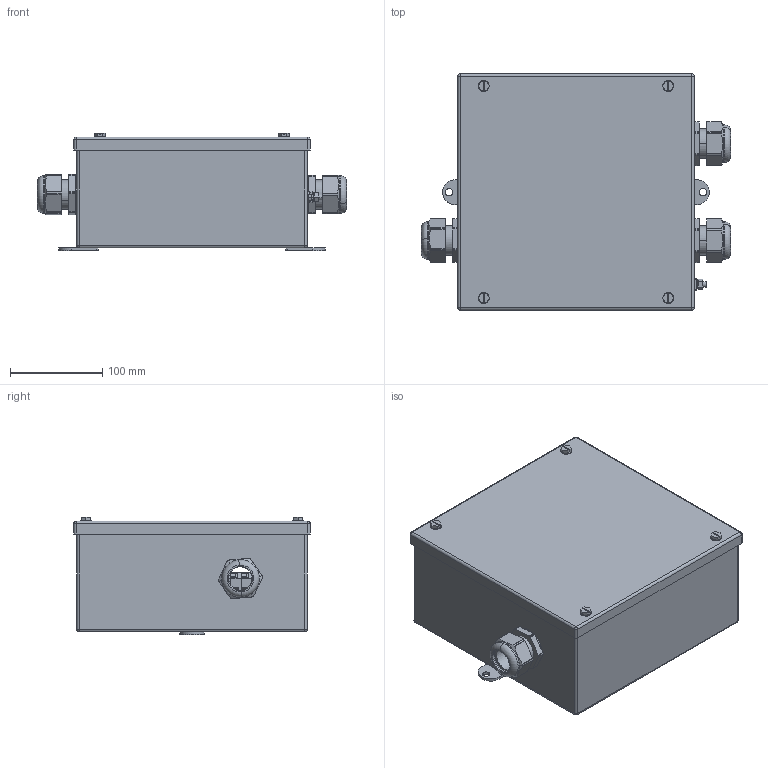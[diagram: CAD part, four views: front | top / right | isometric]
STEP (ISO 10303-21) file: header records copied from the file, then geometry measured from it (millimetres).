
FILE_DESCRIPTION(('CATIA V5 STEP Exchange','CAx-IF Rec.Pracs.--- Model Styling and Organization---1.4--- 2014-01-23'),'2;1');
FILE_NAME ('1208811-10_0_8000054773_8000054773.stp','2021-05-25T10:49:49+00:00',('none'),('Weidmueller'),'CATIA Version 5-6 Release 2016 SP3 HF44','CATIA V5 STEP AP214','none');
FILE_SCHEMA(('AUTOMOTIVE_DESIGN { 1 0 10303 214 1 1 1 1 }'));
Products named in the file (1): 8000054773_Einzeln
Bounding box: 335 x 256 x 127 mm (x, y, z)
Volume: 860466.9 mm3; surface area: 817845.4 mm2
Topology: 108 solids, 108 shells, 3891 faces, 10203 edges, 6595 vertices
Faces by surface type: plane 2357, cylinder 1212, cone 190, torus 74, sphere 58
Entity records: 125147 total; most frequent: CARTESIAN_POINT 29331, ORIENTED_EDGE 20286, DIRECTION 16204, EDGE_CURVE 10143, VECTOR 6790, LINE 6790, VERTEX_POINT 6595, AXIS2_PLACEMENT_3D 5807
